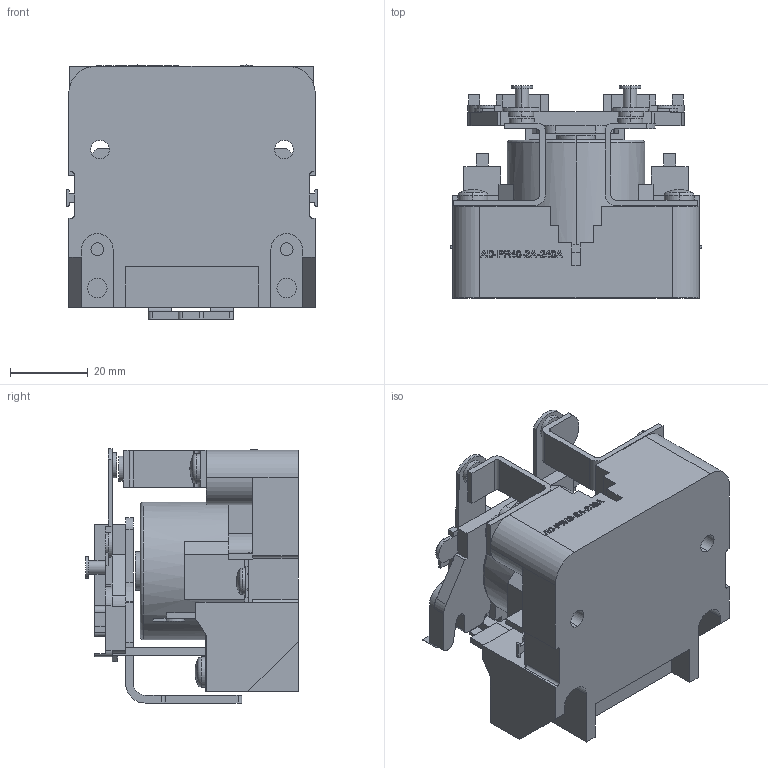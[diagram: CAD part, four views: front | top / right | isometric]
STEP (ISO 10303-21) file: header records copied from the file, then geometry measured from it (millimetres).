
FILE_DESCRIPTION (( 'STEP AP214' ), '1' );
FILE_NAME ('AD-PR40-2A-240A.STEP', '2019-07-15T12:20:31', ( '' ), ( '' ), 'SwSTEP 2.0', 'SolidWorks 2018', '' );
FILE_SCHEMA (( 'AUTOMOTIVE_DESIGN' ));
Length unit declared in the file: millimetre
Products named in the file (1): AD-PR40-2A-240A
Bounding box: 64.95 x 54.85 x 65.57 mm (x, y, z)
Volume: 96383.5 mm3; surface area: 37338.7 mm2
Topology: 39 solids, 39 shells, 816 faces, 2161 edges, 1419 vertices
Faces by surface type: plane 555, cylinder 167, bspline 68, torus 18, sphere 8
Entity records: 34440 total; most frequent: CARTESIAN_POINT 8205, ORIENTED_EDGE 4314, DIRECTION 3965, EDGE_CURVE 2157, VECTOR 1575, LINE 1575, VERTEX_POINT 1419, AXIS2_PLACEMENT_3D 1195
